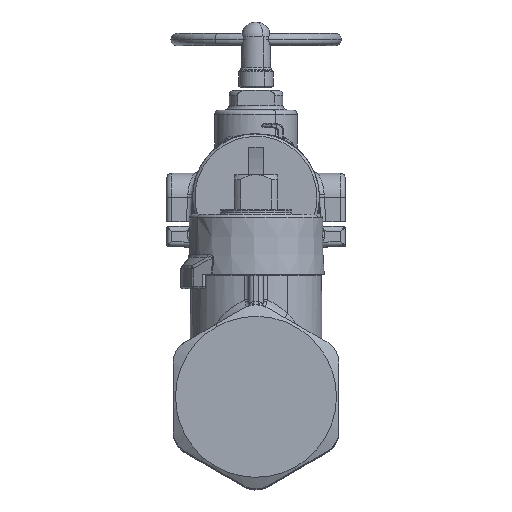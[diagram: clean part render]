
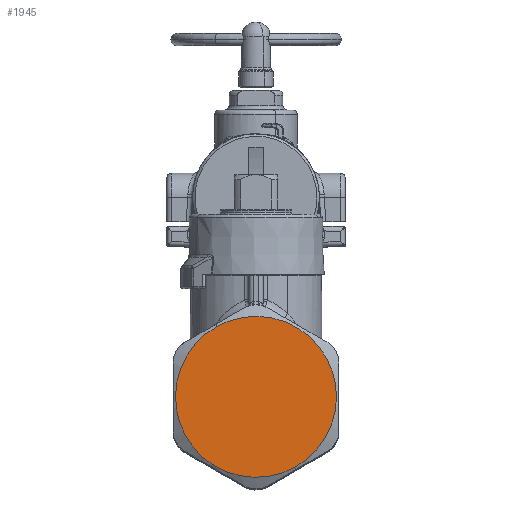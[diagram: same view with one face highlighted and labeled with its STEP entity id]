
A CAD part, top view. The second image highlights one B-rep face of the part: STEP entity #1945.
In plain terms, the highlighted planar face has unit normal (0, 0, 1).
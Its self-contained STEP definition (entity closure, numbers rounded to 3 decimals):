
#1894=CARTESIAN_POINT('Vertex',(7.911,-14.48,144.)) ;
#1899=CARTESIAN_POINT('Axis2P3D Location',(0.,0.,144.)) ;
#1903=CARTESIAN_POINT('Vertex',(-7.911,14.48,144.)) ;
#1931=CARTESIAN_POINT('Axis2P3D Location',(0.,0.,144.)) ;
#1936=CARTESIAN_POINT('Axis2P3D Location',(0.,0.,144.)) ;
#1900=DIRECTION('Axis2P3D Direction',(0.,0.,-1.)) ;
#1932=DIRECTION('Axis2P3D Direction',(0.,0.,1.)) ;
#1933=DIRECTION('Axis2P3D XDirection',(1.,0.,0.)) ;
#1937=DIRECTION('Axis2P3D Direction',(0.,0.,1.)) ;
#1901=AXIS2_PLACEMENT_3D('Circle Axis2P3D',#1899,#1900,$) ;
#1934=AXIS2_PLACEMENT_3D('Plane Axis2P3D',#1931,#1932,#1933) ;
#1938=AXIS2_PLACEMENT_3D('Circle Axis2P3D',#1936,#1937,$) ;
#1942=ORIENTED_EDGE('',*,*,#1905,.T.) ;
#1943=ORIENTED_EDGE('',*,*,#1940,.T.) ;
#1945=ADVANCED_FACE('PartBody',(#1944),#1935,.T.) ;
#1902=CIRCLE('generated circle',#1901,16.5) ;
#1939=CIRCLE('generated circle',#1938,16.5) ;
#1905=EDGE_CURVE('',#1904,#1895,#1902,.F.) ;
#1940=EDGE_CURVE('',#1895,#1904,#1939,.T.) ;
#1941=EDGE_LOOP('',(#1942,#1943)) ;
#1944=FACE_OUTER_BOUND('',#1941,.T.) ;
#1935=PLANE('',#1934) ;
#1895=VERTEX_POINT('',#1894) ;
#1904=VERTEX_POINT('',#1903) ;
